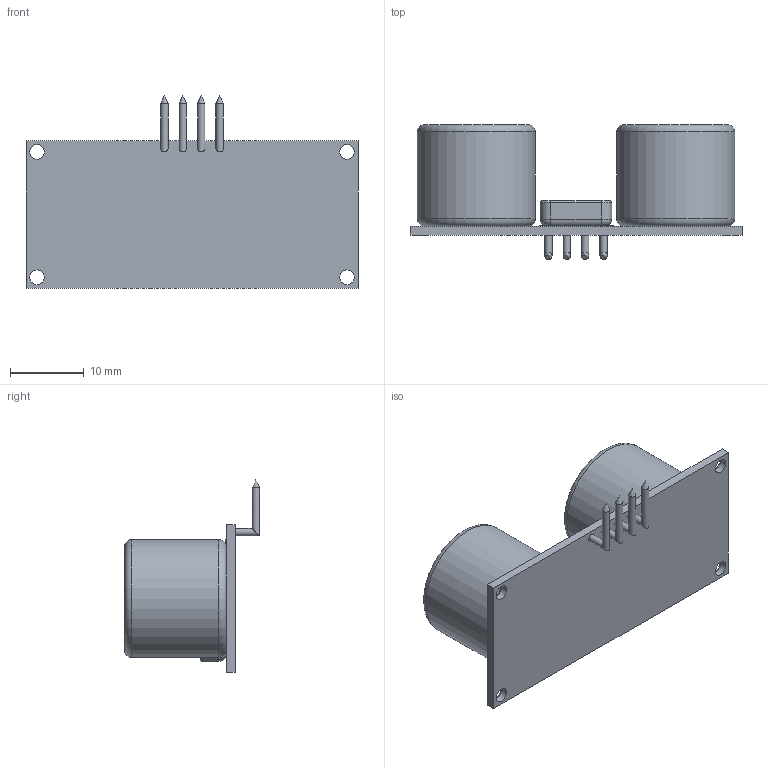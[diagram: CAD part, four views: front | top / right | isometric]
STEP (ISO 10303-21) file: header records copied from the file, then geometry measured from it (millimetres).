
FILE_DESCRIPTION(/* description */ (''),/* implementation_level */ '2;1');
FILE_NAME(/* name */ 'HC-SR04.stp',/* time_stamp */ '2014-09-10T09:27:32-04:00',/* author */ ('Christoper Allemang'),/* organization */ (''),/* preprocessor_version */ 'ST-DEVELOPER v15.6',/* originating_system */ 'Autodesk Inventor 2015',/* authorisation */ '');
FILE_SCHEMA (('AUTOMOTIVE_DESIGN { 1 0 10303 214 3 1 1 }'));
Length unit declared in the file: metre
Products named in the file (4): pin header; UltraSonic; part2; HC-SR04
Bounding box: 45 x 18.3 x 26.12 mm (x, y, z)
Volume: 3806.1 mm3; surface area: 6095.4 mm2
Topology: 18 solids, 18 shells, 345 faces, 861 edges, 566 vertices
Faces by surface type: plane 176, bspline 120, cylinder 31, torus 10, cone 6, sphere 2
Full cylindrical faces by diameter (mm): 1 x12, 2 x4, 8 x2, 10 x2, 14 x3, 16 x2
Entity records: 16093 total; most frequent: CARTESIAN_POINT 8826, ORIENTED_EDGE 1594, DIRECTION 1060, EDGE_CURVE 797, VERTEX_POINT 543, LINE 502, VECTOR 502, EDGE_LOOP 398
